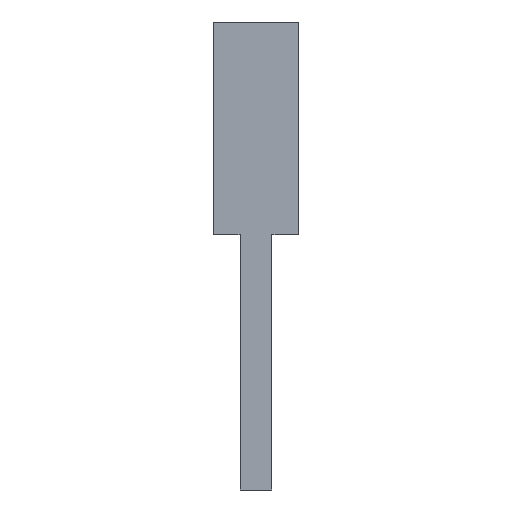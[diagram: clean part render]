
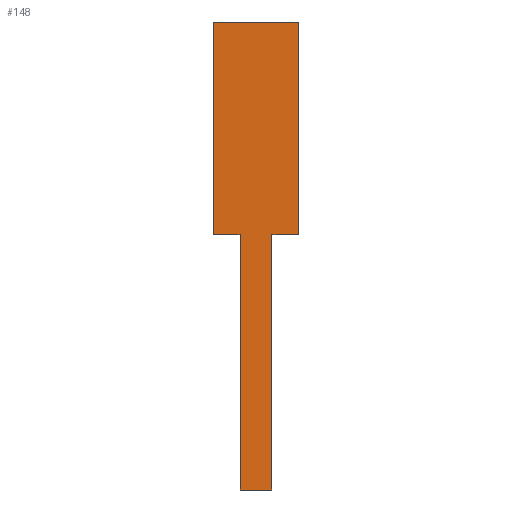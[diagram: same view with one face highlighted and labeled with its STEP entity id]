
A CAD part, left-side view. The second image highlights one B-rep face of the part: STEP entity #148.
In plain terms, the highlighted planar face has unit normal (-1, 0, 0).
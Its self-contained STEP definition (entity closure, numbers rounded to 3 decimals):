
#1 = DIRECTION ( 'NONE',  ( 0., 0., 1. ) ) ;
#4 = VERTEX_POINT ( 'NONE', #65 ) ;
#14 = CARTESIAN_POINT ( 'NONE',  ( -6., -0.75, -10. ) ) ;
#16 = DIRECTION ( 'NONE',  ( 0., 0., 1. ) ) ;
#19 = CARTESIAN_POINT ( 'NONE',  ( -6., 2., 0. ) ) ;
#20 = CARTESIAN_POINT ( 'NONE',  ( -6., 2., 0. ) ) ;
#26 = VECTOR ( 'NONE', #16, 1000. ) ;
#28 = EDGE_CURVE ( 'NONE', #266, #247, #315, .T. ) ;
#29 = LINE ( 'NONE', #77, #237 ) ;
#43 = DIRECTION ( 'NONE',  ( 0., 1., 0. ) ) ;
#44 = EDGE_CURVE ( 'NONE', #59, #330, #224, .T. ) ;
#46 = PLANE ( 'NONE',  #55 ) ;
#51 = VECTOR ( 'NONE', #142, 1000. ) ;
#55 = AXIS2_PLACEMENT_3D ( 'NONE', #78, #282, #204 ) ;
#56 = EDGE_CURVE ( 'NONE', #93, #135, #29, .T. ) ;
#59 = VERTEX_POINT ( 'NONE', #20 ) ;
#65 = CARTESIAN_POINT ( 'NONE',  ( -6., -0.75, -22. ) ) ;
#69 = ORIENTED_EDGE ( 'NONE', *, *, #216, .F. ) ;
#70 = CARTESIAN_POINT ( 'NONE',  ( -6., -2., 0. ) ) ;
#77 = CARTESIAN_POINT ( 'NONE',  ( -6., -0.75, -10. ) ) ;
#78 = CARTESIAN_POINT ( 'NONE',  ( -6., 0., 0. ) ) ;
#88 = LINE ( 'NONE', #138, #26 ) ;
#93 = VERTEX_POINT ( 'NONE', #127 ) ;
#103 = CARTESIAN_POINT ( 'NONE',  ( -6., 2., -10. ) ) ;
#104 = VECTOR ( 'NONE', #43, 1000. ) ;
#119 = VERTEX_POINT ( 'NONE', #125 ) ;
#125 = CARTESIAN_POINT ( 'NONE',  ( -6., 0.75, -22. ) ) ;
#127 = CARTESIAN_POINT ( 'NONE',  ( -6., -2., -10. ) ) ;
#135 = VERTEX_POINT ( 'NONE', #302 ) ;
#138 = CARTESIAN_POINT ( 'NONE',  ( -6., 0.75, -22. ) ) ;
#142 = DIRECTION ( 'NONE',  ( 0., 0., -1. ) ) ;
#145 = ORIENTED_EDGE ( 'NONE', *, *, #56, .F. ) ;
#147 = EDGE_CURVE ( 'NONE', #330, #93, #218, .T. ) ;
#148 = ADVANCED_FACE ( 'NONE', ( #172 ), #46, .T. ) ;
#155 = ORIENTED_EDGE ( 'NONE', *, *, #44, .F. ) ;
#156 = VECTOR ( 'NONE', #208, 1000. ) ;
#162 = CARTESIAN_POINT ( 'NONE',  ( -6., 2., -10. ) ) ;
#166 = VECTOR ( 'NONE', #1, 1000. ) ;
#172 = FACE_OUTER_BOUND ( 'NONE', #327, .T. ) ;
#174 = EDGE_CURVE ( 'NONE', #247, #59, #234, .T. ) ;
#183 = ORIENTED_EDGE ( 'NONE', *, *, #28, .F. ) ;
#186 = VECTOR ( 'NONE', #314, 1000. ) ;
#194 = CARTESIAN_POINT ( 'NONE',  ( -6., 2., -10. ) ) ;
#204 = DIRECTION ( 'NONE',  ( 0., 0., 1. ) ) ;
#208 = DIRECTION ( 'NONE',  ( 0., -1., 0. ) ) ;
#216 = EDGE_CURVE ( 'NONE', #4, #119, #283, .T. ) ;
#218 = LINE ( 'NONE', #294, #51 ) ;
#222 = VECTOR ( 'NONE', #312, 1000. ) ;
#224 = LINE ( 'NONE', #19, #156 ) ;
#234 = LINE ( 'NONE', #103, #166 ) ;
#237 = VECTOR ( 'NONE', #323, 1000. ) ;
#239 = CARTESIAN_POINT ( 'NONE',  ( -6., -0.75, -22. ) ) ;
#247 = VERTEX_POINT ( 'NONE', #194 ) ;
#259 = ORIENTED_EDGE ( 'NONE', *, *, #263, .F. ) ;
#263 = EDGE_CURVE ( 'NONE', #119, #266, #88, .T. ) ;
#266 = VERTEX_POINT ( 'NONE', #292 ) ;
#267 = ORIENTED_EDGE ( 'NONE', *, *, #174, .F. ) ;
#282 = DIRECTION ( 'NONE',  ( -1., 0., 0. ) ) ;
#283 = LINE ( 'NONE', #239, #104 ) ;
#284 = ORIENTED_EDGE ( 'NONE', *, *, #147, .F. ) ;
#286 = EDGE_CURVE ( 'NONE', #135, #4, #289, .T. ) ;
#289 = LINE ( 'NONE', #14, #222 ) ;
#292 = CARTESIAN_POINT ( 'NONE',  ( -6., 0.75, -10. ) ) ;
#294 = CARTESIAN_POINT ( 'NONE',  ( -6., -2., -10. ) ) ;
#302 = CARTESIAN_POINT ( 'NONE',  ( -6., -0.75, -10. ) ) ;
#312 = DIRECTION ( 'NONE',  ( 0., 0., -1. ) ) ;
#314 = DIRECTION ( 'NONE',  ( 0., 1., 0. ) ) ;
#315 = LINE ( 'NONE', #162, #186 ) ;
#317 = ORIENTED_EDGE ( 'NONE', *, *, #286, .F. ) ;
#323 = DIRECTION ( 'NONE',  ( 0., 1., 0. ) ) ;
#327 = EDGE_LOOP ( 'NONE', ( #155, #267, #183, #259, #69, #317, #145, #284 ) ) ;
#330 = VERTEX_POINT ( 'NONE', #70 ) ;
